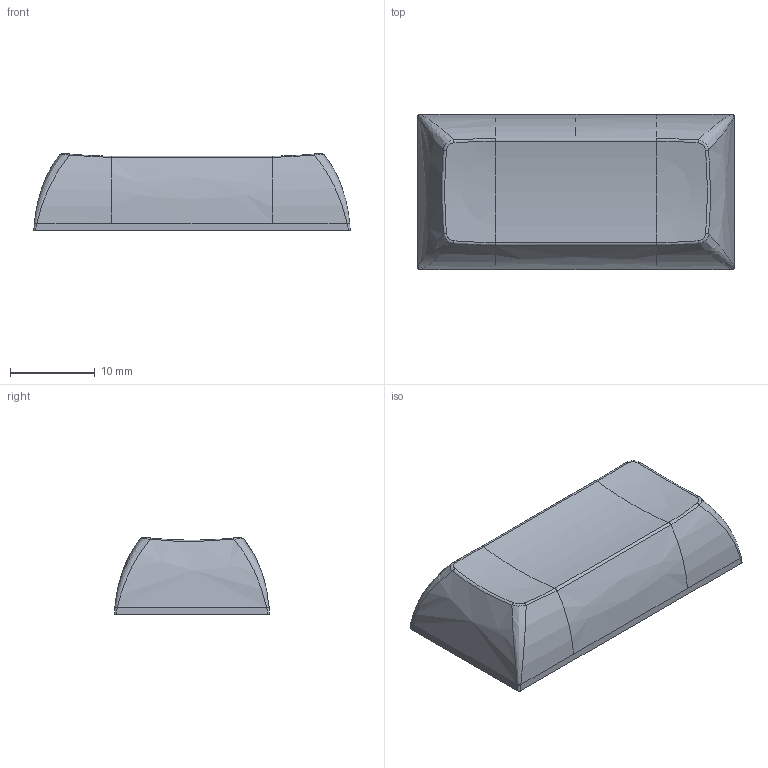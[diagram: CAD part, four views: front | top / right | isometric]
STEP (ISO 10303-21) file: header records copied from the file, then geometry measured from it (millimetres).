
FILE_DESCRIPTION(/* description */ ('STEP AP242','CAx-IF Rec.Pracs.---Representation and Presentation of Product Manufacturing Information (PMI)---4.0---2014-10-13','CAx-IF Rec.Pracs.---3D Tessellated Geometry---0.4---2014-09-14','2;1'),/* implementation_level */ '2;1');
FILE_NAME(/* name */ 'KAM-3Dtemplates-124 - 2u',/* time_stamp */ '2025-01-24T18:53:23Z',/* author */ (''),/* organization */ (''),/* preprocessor_version */ 'ST-DEVELOPER v20',/* originating_system */ 'ONSHAPE BY PTC INC, 1.192',/* authorisation */ ' ');
FILE_SCHEMA (('AP242_MANAGED_MODEL_BASED_3D_ENGINEERING_MIM_LF { 1 0 10303 442 1 1 4 }'));
Length unit declared in the file: metre
Products named in the file (1): 2u
Bounding box: 37.31 x 18.31 x 9.05 mm (x, y, z)
Volume: 2229.9 mm3; surface area: 3156.1 mm2
Topology: 1 solids, 1 shells, 146 faces, 372 edges, 231 vertices
Faces by surface type: plane 99, bspline 36, cylinder 7, sphere 4
Full cylindrical faces by diameter (mm): 5.2 x3
Entity records: 5308 total; most frequent: CARTESIAN_POINT 2109, ORIENTED_EDGE 724, DIRECTION 525, EDGE_CURVE 362, LINE 247, VECTOR 247, VERTEX_POINT 226, EDGE_LOOP 154
